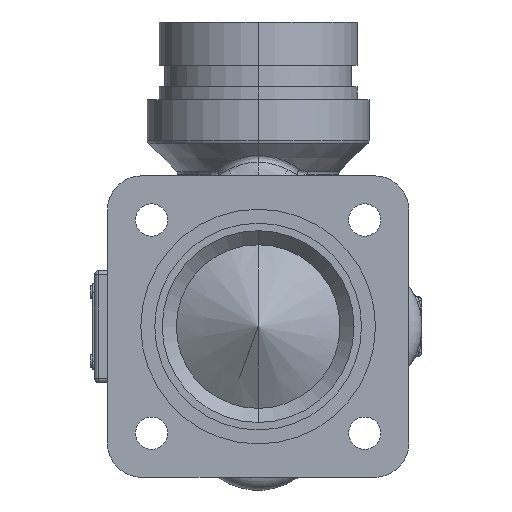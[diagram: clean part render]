
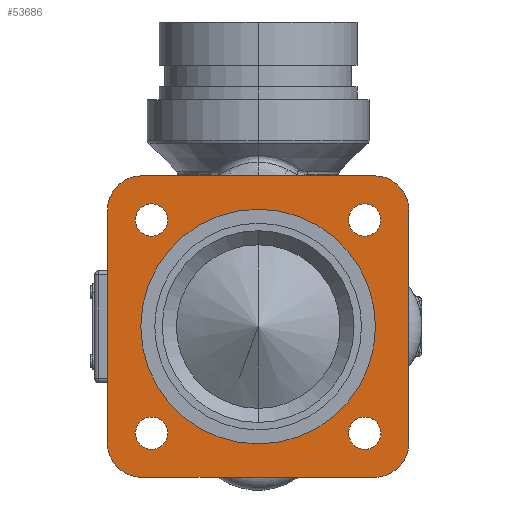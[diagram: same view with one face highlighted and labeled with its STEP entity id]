
A CAD part, front view. The second image highlights one B-rep face of the part: STEP entity #53686.
In plain terms, the highlighted planar face has unit normal (0, -1, 0).
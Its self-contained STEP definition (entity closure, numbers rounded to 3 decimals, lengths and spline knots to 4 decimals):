
#153=DIRECTION('',(0.,0.,-1.));
#154=VECTOR('',#153,3.375);
#155=CARTESIAN_POINT('',(2.1875,0.0974,1.6875));
#156=LINE('',#155,#154);
#157=CARTESIAN_POINT('',(0.,0.0974,0.));
#158=DIRECTION('',(0.,1.,0.));
#159=DIRECTION('',(0.,0.,-1.));
#160=AXIS2_PLACEMENT_3D('',#157,#158,#159);
#162=CARTESIAN_POINT('',(0.,0.0974,0.));
#163=DIRECTION('',(0.,1.,0.));
#164=DIRECTION('',(0.,0.,1.));
#165=AXIS2_PLACEMENT_3D('',#162,#163,#164);
#167=CARTESIAN_POINT('',(-1.5468,0.0974,1.5468));
#168=DIRECTION('',(0.,-1.,0.));
#169=DIRECTION('',(-1.,0.,0.));
#170=AXIS2_PLACEMENT_3D('',#167,#168,#169);
#172=CARTESIAN_POINT('',(-1.5468,0.0974,1.5468));
#173=DIRECTION('',(0.,-1.,0.));
#174=DIRECTION('',(1.,0.,0.));
#175=AXIS2_PLACEMENT_3D('',#172,#173,#174);
#177=CARTESIAN_POINT('',(-1.5468,0.0974,-1.5468));
#178=DIRECTION('',(0.,-1.,0.));
#179=DIRECTION('',(-1.,0.,0.));
#180=AXIS2_PLACEMENT_3D('',#177,#178,#179);
#182=CARTESIAN_POINT('',(-1.5468,0.0974,-1.5468));
#183=DIRECTION('',(0.,-1.,0.));
#184=DIRECTION('',(1.,0.,0.));
#185=AXIS2_PLACEMENT_3D('',#182,#183,#184);
#187=CARTESIAN_POINT('',(1.5468,0.0974,-1.5468));
#188=DIRECTION('',(0.,-1.,0.));
#189=DIRECTION('',(-1.,0.,0.));
#190=AXIS2_PLACEMENT_3D('',#187,#188,#189);
#192=CARTESIAN_POINT('',(1.5468,0.0974,-1.5468));
#193=DIRECTION('',(0.,-1.,0.));
#194=DIRECTION('',(1.,0.,0.));
#195=AXIS2_PLACEMENT_3D('',#192,#193,#194);
#197=CARTESIAN_POINT('',(1.5468,0.0974,1.5468));
#198=DIRECTION('',(0.,-1.,0.));
#199=DIRECTION('',(-1.,0.,0.));
#200=AXIS2_PLACEMENT_3D('',#197,#198,#199);
#202=CARTESIAN_POINT('',(1.5468,0.0974,1.5468));
#203=DIRECTION('',(0.,-1.,0.));
#204=DIRECTION('',(1.,0.,0.));
#205=AXIS2_PLACEMENT_3D('',#202,#203,#204);
#207=DIRECTION('',(0.,0.,1.));
#208=VECTOR('',#207,3.375);
#209=CARTESIAN_POINT('',(-2.1875,0.0974,-1.6875));
#210=LINE('',#209,#208);
#211=CARTESIAN_POINT('',(-1.6875,0.0974,-1.6875));
#212=DIRECTION('',(0.,-1.,0.));
#213=DIRECTION('',(-1.,0.,0.));
#214=AXIS2_PLACEMENT_3D('',#211,#212,#213);
#224=DIRECTION('',(-1.,0.,0.));
#225=VECTOR('',#224,3.375);
#226=CARTESIAN_POINT('',(1.6875,0.0974,-2.1875));
#227=LINE('',#226,#225);
#228=CARTESIAN_POINT('',(1.6875,0.0974,-1.6875));
#229=DIRECTION('',(0.,-1.,0.));
#230=DIRECTION('',(0.,0.,-1.));
#231=AXIS2_PLACEMENT_3D('',#228,#229,#230);
#241=CARTESIAN_POINT('',(-1.6875,0.0974,1.6875));
#242=DIRECTION('',(0.,-1.,0.));
#243=DIRECTION('',(0.,0.,1.));
#244=AXIS2_PLACEMENT_3D('',#241,#242,#243);
#254=DIRECTION('',(1.,0.,0.));
#255=VECTOR('',#254,3.375);
#256=CARTESIAN_POINT('',(-1.6875,0.0974,2.1875));
#257=LINE('',#256,#255);
#258=CARTESIAN_POINT('',(1.6875,0.0974,1.6875));
#259=DIRECTION('',(0.,-1.,0.));
#260=DIRECTION('',(1.,0.,0.));
#261=AXIS2_PLACEMENT_3D('',#258,#259,#260);
#46531=CARTESIAN_POINT('',(-2.1875,0.0974,-1.6875));
#46532=CARTESIAN_POINT('',(-2.1875,0.0974,1.6875));
#46533=VERTEX_POINT('',#46531);
#46534=VERTEX_POINT('',#46532);
#46535=CARTESIAN_POINT('',(-1.6875,0.0974,2.1875));
#46536=CARTESIAN_POINT('',(1.6875,0.0974,2.1875));
#46537=VERTEX_POINT('',#46535);
#46538=VERTEX_POINT('',#46536);
#46539=CARTESIAN_POINT('',(2.1875,0.0974,1.6875));
#46540=CARTESIAN_POINT('',(2.1875,0.0974,-1.6875));
#46541=VERTEX_POINT('',#46539);
#46542=VERTEX_POINT('',#46540);
#46543=CARTESIAN_POINT('',(1.6875,0.0974,-2.1875));
#46544=CARTESIAN_POINT('',(-1.6875,0.0974,-2.1875));
#46545=VERTEX_POINT('',#46543);
#46546=VERTEX_POINT('',#46544);
#46589=CARTESIAN_POINT('',(0.,0.0974,-1.703));
#46590=CARTESIAN_POINT('',(0.,0.0974,1.703));
#46591=VERTEX_POINT('',#46589);
#46592=VERTEX_POINT('',#46590);
#46693=CARTESIAN_POINT('',(-1.7813,0.0974,1.5468));
#46694=CARTESIAN_POINT('',(-1.3123,0.0974,1.5468));
#46695=VERTEX_POINT('',#46693);
#46696=VERTEX_POINT('',#46694);
#46884=CARTESIAN_POINT('',(-1.7813,0.0974,-1.5468));
#46885=CARTESIAN_POINT('',(-1.3123,0.0974,-1.5468));
#46886=VERTEX_POINT('',#46884);
#46887=VERTEX_POINT('',#46885);
#46900=CARTESIAN_POINT('',(1.3123,0.0974,-1.5468));
#46901=CARTESIAN_POINT('',(1.7813,0.0974,-1.5468));
#46902=VERTEX_POINT('',#46900);
#46903=VERTEX_POINT('',#46901);
#46916=CARTESIAN_POINT('',(1.3123,0.0974,1.5468));
#46917=CARTESIAN_POINT('',(1.7813,0.0974,1.5468));
#46918=VERTEX_POINT('',#46916);
#46919=VERTEX_POINT('',#46917);
#53634=CARTESIAN_POINT('',(2.8952,0.0974,-2.1875));
#53635=DIRECTION('',(0.,1.,0.));
#53636=DIRECTION('',(0.,0.,1.));
#53637=AXIS2_PLACEMENT_3D('',#53634,#53635,#53636);
#53638=PLANE('',#53637);
#53640=ORIENTED_EDGE('',*,*,#53639,.T.);
#53642=ORIENTED_EDGE('',*,*,#53641,.F.);
#53644=ORIENTED_EDGE('',*,*,#53643,.T.);
#53646=ORIENTED_EDGE('',*,*,#53645,.F.);
#53647=ORIENTED_EDGE('',*,*,#53624,.T.);
#53649=ORIENTED_EDGE('',*,*,#53648,.F.);
#53651=ORIENTED_EDGE('',*,*,#53650,.T.);
#53653=ORIENTED_EDGE('',*,*,#53652,.F.);
#53654=EDGE_LOOP('',(#53640,#53642,#53644,#53646,#53647,#53649,#53651,#53653));
#53655=FACE_OUTER_BOUND('',#53654,.F.);
#53657=ORIENTED_EDGE('',*,*,#53656,.F.);
#53659=ORIENTED_EDGE('',*,*,#53658,.F.);
#53660=EDGE_LOOP('',(#53657,#53659));
#53661=FACE_BOUND('',#53660,.F.);
#53663=ORIENTED_EDGE('',*,*,#53662,.T.);
#53665=ORIENTED_EDGE('',*,*,#53664,.T.);
#53666=EDGE_LOOP('',(#53663,#53665));
#53667=FACE_BOUND('',#53666,.F.);
#53669=ORIENTED_EDGE('',*,*,#53668,.T.);
#53671=ORIENTED_EDGE('',*,*,#53670,.T.);
#53672=EDGE_LOOP('',(#53669,#53671));
#53673=FACE_BOUND('',#53672,.F.);
#53675=ORIENTED_EDGE('',*,*,#53674,.T.);
#53677=ORIENTED_EDGE('',*,*,#53676,.T.);
#53678=EDGE_LOOP('',(#53675,#53677));
#53679=FACE_BOUND('',#53678,.F.);
#53681=ORIENTED_EDGE('',*,*,#53680,.T.);
#53683=ORIENTED_EDGE('',*,*,#53682,.T.);
#53684=EDGE_LOOP('',(#53681,#53683));
#53685=FACE_BOUND('',#53684,.F.);
#53686=ADVANCED_FACE('',(#53655,#53661,#53667,#53673,#53679,#53685),#53638,.F.);
#161=CIRCLE('',#160,1.703);
#166=CIRCLE('',#165,1.703);
#171=CIRCLE('',#170,0.2345);
#176=CIRCLE('',#175,0.2345);
#181=CIRCLE('',#180,0.2345);
#186=CIRCLE('',#185,0.2345);
#191=CIRCLE('',#190,0.2345);
#196=CIRCLE('',#195,0.2345);
#201=CIRCLE('',#200,0.2345);
#206=CIRCLE('',#205,0.2345);
#215=CIRCLE('',#214,0.5);
#232=CIRCLE('',#231,0.5);
#245=CIRCLE('',#244,0.5);
#262=CIRCLE('',#261,0.5);
#53624=EDGE_CURVE('',#46541,#46542,#156,.T.);
#53639=EDGE_CURVE('',#46533,#46534,#210,.T.);
#53641=EDGE_CURVE('',#46537,#46534,#245,.T.);
#53643=EDGE_CURVE('',#46537,#46538,#257,.T.);
#53645=EDGE_CURVE('',#46541,#46538,#262,.T.);
#53648=EDGE_CURVE('',#46545,#46542,#232,.T.);
#53650=EDGE_CURVE('',#46545,#46546,#227,.T.);
#53652=EDGE_CURVE('',#46533,#46546,#215,.T.);
#53656=EDGE_CURVE('',#46591,#46592,#161,.T.);
#53658=EDGE_CURVE('',#46592,#46591,#166,.T.);
#53662=EDGE_CURVE('',#46695,#46696,#171,.T.);
#53664=EDGE_CURVE('',#46696,#46695,#176,.T.);
#53668=EDGE_CURVE('',#46886,#46887,#181,.T.);
#53670=EDGE_CURVE('',#46887,#46886,#186,.T.);
#53674=EDGE_CURVE('',#46902,#46903,#191,.T.);
#53676=EDGE_CURVE('',#46903,#46902,#196,.T.);
#53680=EDGE_CURVE('',#46918,#46919,#201,.T.);
#53682=EDGE_CURVE('',#46919,#46918,#206,.T.);
